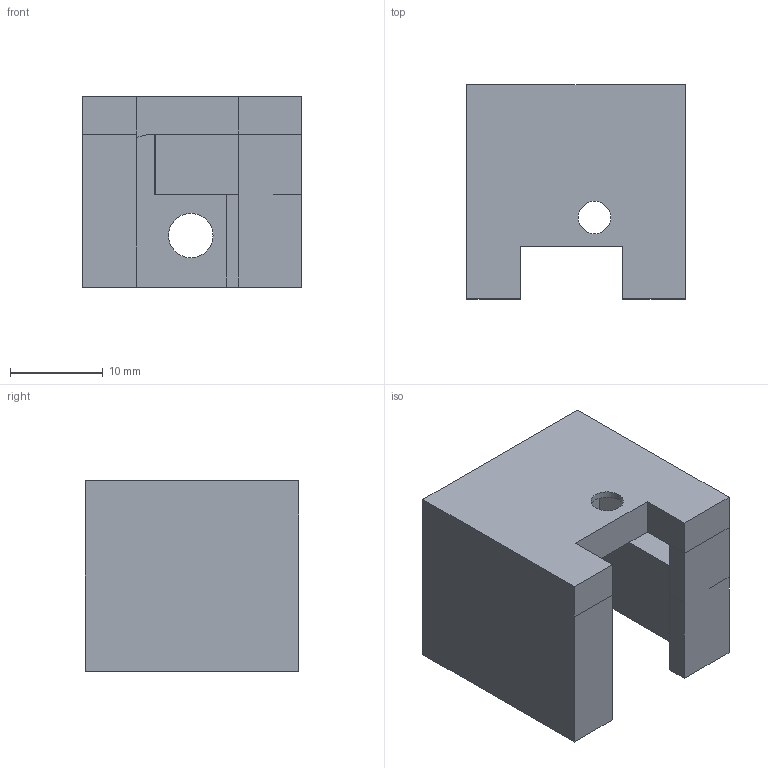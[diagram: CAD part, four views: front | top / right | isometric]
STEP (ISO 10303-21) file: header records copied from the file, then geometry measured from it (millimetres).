
FILE_DESCRIPTION(('FreeCAD Model'),'2;1');
FILE_NAME('Open CASCADE Shape Model','2024-01-29T22:24:33',(''),(''), 'Open CASCADE STEP processor 7.6','FreeCAD','Unknown');
FILE_SCHEMA(('AUTOMOTIVE_DESIGN { 1 0 10303 214 1 1 1 1 }'));
Length unit declared in the file: millimetre
Products named in the file (1): Pocket004006
Bounding box: 23.6 x 23.07 x 20.5 mm (x, y, z)
Volume: 5278.7 mm3; surface area: 3771.4 mm2
Topology: 1 solids, 1 shells, 45 faces, 119 edges, 76 vertices
Faces by surface type: plane 41, cylinder 4
Full cylindrical faces by diameter (mm): 3.502 x1, 4.8 x1, 10 x1
Entity records: 2869 total; most frequent: CARTESIAN_POINT 580, DIRECTION 372, LINE 256, VECTOR 256, ORIENTED_EDGE 238, PCURVE 238, DEFINITIONAL_REPRESENTATION 238, EDGE_CURVE 119
